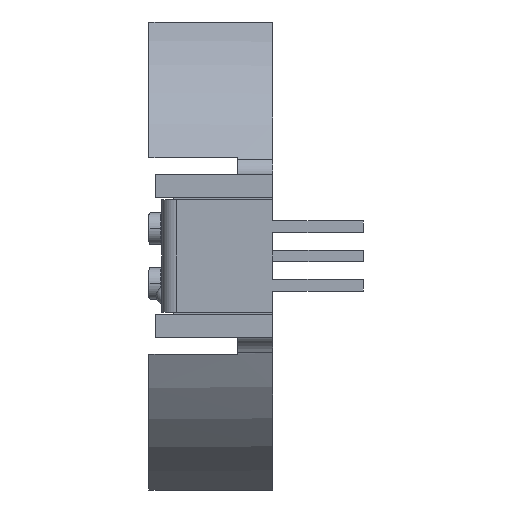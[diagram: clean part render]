
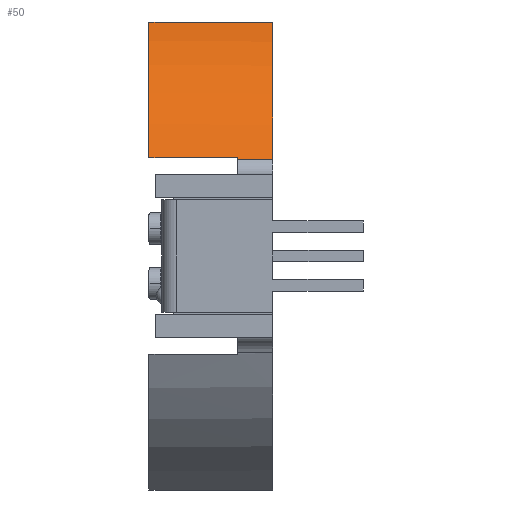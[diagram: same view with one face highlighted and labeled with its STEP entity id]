
A CAD part, left-side view. The second image highlights one B-rep face of the part: STEP entity #50.
In plain terms, the highlighted cylindrical face has radius 11.2 mm (diameter 22.4 mm), a partial arc.
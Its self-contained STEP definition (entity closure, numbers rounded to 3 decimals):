
#50 = ADVANCED_FACE ( 'NONE', ( #5628 ), #2308, .T. ) ;
#390 = DIRECTION ( 'NONE',  ( 0., 0., -1. ) ) ;
#598 = VERTEX_POINT ( 'NONE', #1688 ) ;
#679 = CARTESIAN_POINT ( 'NONE',  ( -10.383, 1.5, 4.2 ) ) ;
#761 = CARTESIAN_POINT ( 'NONE',  ( -5.044, 0., 10. ) ) ;
#1113 = CIRCLE ( 'NONE', #3488, 11.2 ) ;
#1388 = VECTOR ( 'NONE', #3178, 1000. ) ;
#1417 = DIRECTION ( 'NONE',  ( 0., -1., 0. ) ) ;
#1502 = CARTESIAN_POINT ( 'NONE',  ( 0., 5.3, 0. ) ) ;
#1511 = EDGE_CURVE ( 'NONE', #598, #6199, #3878, .T. ) ;
#1609 = DIRECTION ( 'NONE',  ( 0., -1., 0. ) ) ;
#1688 = CARTESIAN_POINT ( 'NONE',  ( -5.044, 5.3, 10. ) ) ;
#1716 = LINE ( 'NONE', #6906, #1388 ) ;
#1858 = ORIENTED_EDGE ( 'NONE', *, *, #2697, .T. ) ;
#1906 = DIRECTION ( 'NONE',  ( 0., -1., 0. ) ) ;
#1915 = EDGE_CURVE ( 'NONE', #598, #5433, #1716, .T. ) ;
#1940 = LINE ( 'NONE', #3592, #3179 ) ;
#2061 = CARTESIAN_POINT ( 'NONE',  ( -10.41, 0., 4.131 ) ) ;
#2070 = LINE ( 'NONE', #679, #3047 ) ;
#2277 = ORIENTED_EDGE ( 'NONE', *, *, #2871, .F. ) ;
#2308 = CYLINDRICAL_SURFACE ( 'NONE', #3190, 11.2 ) ;
#2410 = DIRECTION ( 'NONE',  ( 0., 0., 1. ) ) ;
#2474 = DIRECTION ( 'NONE',  ( 0., 0., -1. ) ) ;
#2569 = DIRECTION ( 'NONE',  ( 0., 1., 0. ) ) ;
#2603 = ORIENTED_EDGE ( 'NONE', *, *, #4233, .F. ) ;
#2697 = EDGE_CURVE ( 'NONE', #4647, #6746, #1113, .T. ) ;
#2871 = EDGE_CURVE ( 'NONE', #4417, #6746, #1940, .T. ) ;
#3001 = CARTESIAN_POINT ( 'NONE',  ( -5.044, 1.5, 10. ) ) ;
#3047 = VECTOR ( 'NONE', #3888, 1000. ) ;
#3178 = DIRECTION ( 'NONE',  ( 0., -1., 0. ) ) ;
#3179 = VECTOR ( 'NONE', #2569, 1000. ) ;
#3190 = AXIS2_PLACEMENT_3D ( 'NONE', #4485, #6130, #2410 ) ;
#3488 = AXIS2_PLACEMENT_3D ( 'NONE', #5081, #1906, #5545 ) ;
#3592 = CARTESIAN_POINT ( 'NONE',  ( -10.41, 5.3, 4.131 ) ) ;
#3729 = ORIENTED_EDGE ( 'NONE', *, *, #1915, .F. ) ;
#3795 = CARTESIAN_POINT ( 'NONE',  ( -10.383, 5.3, 4.2 ) ) ;
#3834 = VERTEX_POINT ( 'NONE', #761 ) ;
#3878 = CIRCLE ( 'NONE', #4623, 11.2 ) ;
#3888 = DIRECTION ( 'NONE',  ( 0., 1., 0. ) ) ;
#4233 = EDGE_CURVE ( 'NONE', #4647, #6199, #2070, .T. ) ;
#4417 = VERTEX_POINT ( 'NONE', #2061 ) ;
#4485 = CARTESIAN_POINT ( 'NONE',  ( 0., 5.3, 0. ) ) ;
#4503 = CIRCLE ( 'NONE', #6940, 11.2 ) ;
#4623 = AXIS2_PLACEMENT_3D ( 'NONE', #1502, #1417, #2474 ) ;
#4647 = VERTEX_POINT ( 'NONE', #4826 ) ;
#4701 = CARTESIAN_POINT ( 'NONE',  ( 0., 0., 0. ) ) ;
#4750 = CARTESIAN_POINT ( 'NONE',  ( -5.044, 5.3, 10. ) ) ;
#4826 = CARTESIAN_POINT ( 'NONE',  ( -10.383, 1.5, 4.2 ) ) ;
#5081 = CARTESIAN_POINT ( 'NONE',  ( 0., 1.5, 0. ) ) ;
#5322 = ORIENTED_EDGE ( 'NONE', *, *, #6016, .F. ) ;
#5433 = VERTEX_POINT ( 'NONE', #3001 ) ;
#5545 = DIRECTION ( 'NONE',  ( 0., 0., -1. ) ) ;
#5628 = FACE_OUTER_BOUND ( 'NONE', #6650, .T. ) ;
#5674 = ORIENTED_EDGE ( 'NONE', *, *, #6115, .F. ) ;
#5925 = CARTESIAN_POINT ( 'NONE',  ( -10.41, 1.5, 4.131 ) ) ;
#6016 = EDGE_CURVE ( 'NONE', #3834, #4417, #4503, .T. ) ;
#6115 = EDGE_CURVE ( 'NONE', #5433, #3834, #6477, .T. ) ;
#6130 = DIRECTION ( 'NONE',  ( 0., -1., 0. ) ) ;
#6199 = VERTEX_POINT ( 'NONE', #3795 ) ;
#6277 = DIRECTION ( 'NONE',  ( 0., -1., 0. ) ) ;
#6392 = VECTOR ( 'NONE', #1609, 1000. ) ;
#6477 = LINE ( 'NONE', #4750, #6392 ) ;
#6650 = EDGE_LOOP ( 'NONE', ( #1858, #2277, #5322, #5674, #3729, #6718, #2603 ) ) ;
#6718 = ORIENTED_EDGE ( 'NONE', *, *, #1511, .T. ) ;
#6746 = VERTEX_POINT ( 'NONE', #5925 ) ;
#6906 = CARTESIAN_POINT ( 'NONE',  ( -5.044, 5.3, 10. ) ) ;
#6940 = AXIS2_PLACEMENT_3D ( 'NONE', #4701, #6277, #390 ) ;
